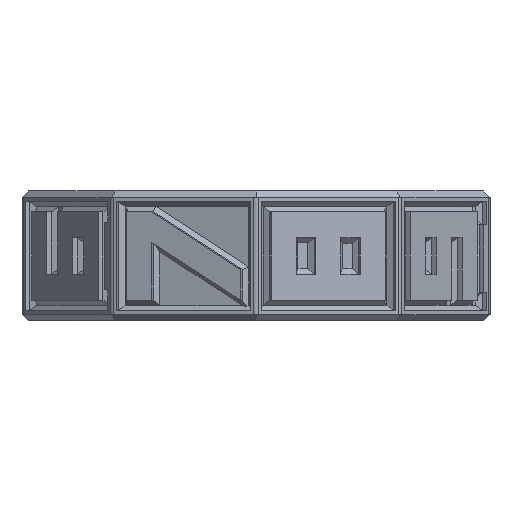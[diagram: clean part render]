
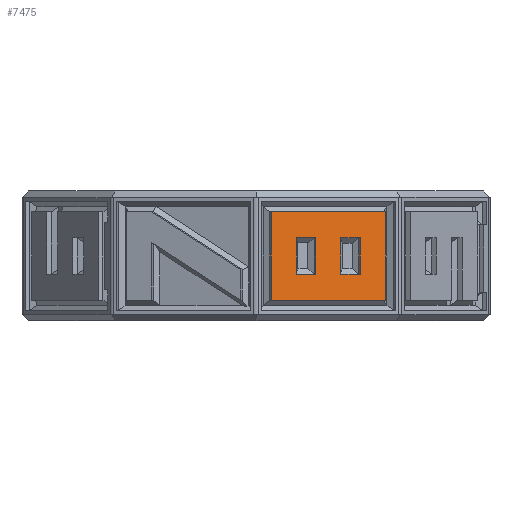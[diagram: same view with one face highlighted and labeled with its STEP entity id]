
A CAD part, front view. The second image highlights one B-rep face of the part: STEP entity #7475.
In plain terms, the highlighted planar face has unit normal (0.309, -0.951, 0).
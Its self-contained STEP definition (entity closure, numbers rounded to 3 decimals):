
#157=FACE_BOUND('',#992,.T.);
#158=FACE_BOUND('',#993,.T.);
#540=FACE_OUTER_BOUND('',#991,.T.);
#991=EDGE_LOOP('',(#6314,#6315,#6316,#6317));
#992=EDGE_LOOP('',(#6318,#6319,#6320,#6321));
#993=EDGE_LOOP('',(#6322,#6323,#6324,#6325));
#1203=LINE('',#10397,#2153);
#1206=LINE('',#10402,#2156);
#1208=LINE('',#10406,#2158);
#1210=LINE('',#10409,#2160);
#1219=LINE('',#10429,#2169);
#1222=LINE('',#10434,#2172);
#1224=LINE('',#10438,#2174);
#1226=LINE('',#10441,#2176);
#1227=LINE('',#10445,#2177);
#1230=LINE('',#10450,#2180);
#1232=LINE('',#10454,#2182);
#1234=LINE('',#10457,#2184);
#2153=VECTOR('',#8359,10.);
#2156=VECTOR('',#8364,10.);
#2158=VECTOR('',#8368,10.);
#2160=VECTOR('',#8372,10.);
#2169=VECTOR('',#8391,10.);
#2172=VECTOR('',#8396,10.);
#2174=VECTOR('',#8400,10.);
#2176=VECTOR('',#8404,10.);
#2177=VECTOR('',#8407,10.);
#2180=VECTOR('',#8412,10.);
#2182=VECTOR('',#8416,10.);
#2184=VECTOR('',#8420,10.);
#3044=VERTEX_POINT('',#10395);
#3045=VERTEX_POINT('',#10396);
#3046=VERTEX_POINT('',#10401);
#3047=VERTEX_POINT('',#10405);
#3052=VERTEX_POINT('',#10427);
#3053=VERTEX_POINT('',#10428);
#3054=VERTEX_POINT('',#10433);
#3055=VERTEX_POINT('',#10437);
#3056=VERTEX_POINT('',#10443);
#3057=VERTEX_POINT('',#10444);
#3058=VERTEX_POINT('',#10449);
#3059=VERTEX_POINT('',#10453);
#3722=EDGE_CURVE('',#3044,#3045,#1203,.T.);
#3725=EDGE_CURVE('',#3046,#3044,#1206,.T.);
#3727=EDGE_CURVE('',#3047,#3046,#1208,.T.);
#3729=EDGE_CURVE('',#3045,#3047,#1210,.T.);
#3738=EDGE_CURVE('',#3052,#3053,#1219,.T.);
#3741=EDGE_CURVE('',#3054,#3052,#1222,.T.);
#3743=EDGE_CURVE('',#3055,#3054,#1224,.T.);
#3745=EDGE_CURVE('',#3053,#3055,#1226,.T.);
#3746=EDGE_CURVE('',#3056,#3057,#1227,.T.);
#3749=EDGE_CURVE('',#3058,#3056,#1230,.T.);
#3751=EDGE_CURVE('',#3059,#3058,#1232,.T.);
#3753=EDGE_CURVE('',#3057,#3059,#1234,.T.);
#6314=ORIENTED_EDGE('',*,*,#3722,.T.);
#6315=ORIENTED_EDGE('',*,*,#3729,.T.);
#6316=ORIENTED_EDGE('',*,*,#3727,.T.);
#6317=ORIENTED_EDGE('',*,*,#3725,.T.);
#6318=ORIENTED_EDGE('',*,*,#3738,.T.);
#6319=ORIENTED_EDGE('',*,*,#3745,.T.);
#6320=ORIENTED_EDGE('',*,*,#3743,.T.);
#6321=ORIENTED_EDGE('',*,*,#3741,.T.);
#6322=ORIENTED_EDGE('',*,*,#3746,.T.);
#6323=ORIENTED_EDGE('',*,*,#3753,.T.);
#6324=ORIENTED_EDGE('',*,*,#3751,.T.);
#6325=ORIENTED_EDGE('',*,*,#3749,.T.);
#7062=PLANE('',#7968);
#7475=ADVANCED_FACE('',(#540,#157,#158),#7062,.T.);
#7968=AXIS2_PLACEMENT_3D('',#11870,#9763,#9764);
#8359=DIRECTION('',(-0.951,-0.309,0.));
#8364=DIRECTION('',(0.,0.,1.));
#8368=DIRECTION('',(0.951,0.309,0.));
#8372=DIRECTION('',(0.,0.,-1.));
#8391=DIRECTION('',(0.,0.,-1.));
#8396=DIRECTION('',(0.951,0.309,0.));
#8400=DIRECTION('',(0.,0.,1.));
#8404=DIRECTION('',(-0.951,-0.309,0.));
#8407=DIRECTION('',(0.,0.,1.));
#8412=DIRECTION('',(-0.951,-0.309,0.));
#8416=DIRECTION('',(0.,0.,-1.));
#8420=DIRECTION('',(0.951,0.309,0.));
#9763=DIRECTION('center_axis',(0.309,-0.951,0.));
#9764=DIRECTION('ref_axis',(0.951,0.309,0.));
#10395=CARTESIAN_POINT('',(9.937,-15.698,8.4));
#10396=CARTESIAN_POINT('',(1.187,-18.54,8.4));
#10397=CARTESIAN_POINT('',(4.969,-17.312,8.4));
#10401=CARTESIAN_POINT('',(9.937,-15.698,1.6));
#10402=CARTESIAN_POINT('',(9.937,-15.698,0.8));
#10405=CARTESIAN_POINT('',(1.187,-18.54,1.6));
#10406=CARTESIAN_POINT('',(0.594,-18.733,1.6));
#10409=CARTESIAN_POINT('',(1.187,-18.54,4.2));
#10427=CARTESIAN_POINT('',(4.611,-17.428,6.4));
#10428=CARTESIAN_POINT('',(4.611,-17.428,3.6));
#10429=CARTESIAN_POINT('',(4.611,-17.428,3.2));
#10433=CARTESIAN_POINT('',(3.09,-17.922,6.4));
#10434=CARTESIAN_POINT('',(1.545,-18.424,6.4));
#10437=CARTESIAN_POINT('',(3.09,-17.922,3.6));
#10438=CARTESIAN_POINT('',(3.09,-17.922,1.8));
#10441=CARTESIAN_POINT('',(2.306,-18.177,3.6));
#10443=CARTESIAN_POINT('',(6.513,-16.81,3.6));
#10444=CARTESIAN_POINT('',(6.513,-16.81,6.4));
#10445=CARTESIAN_POINT('',(6.513,-16.81,1.8));
#10449=CARTESIAN_POINT('',(8.035,-16.316,3.6));
#10450=CARTESIAN_POINT('',(4.018,-17.621,3.6));
#10453=CARTESIAN_POINT('',(8.035,-16.316,6.4));
#10454=CARTESIAN_POINT('',(8.035,-16.316,3.2));
#10457=CARTESIAN_POINT('',(3.257,-17.868,6.4));
#11870=CARTESIAN_POINT('Origin',(0.,-18.926,
0.));
